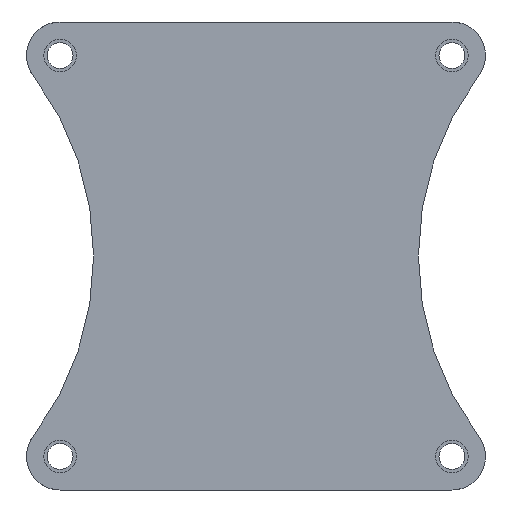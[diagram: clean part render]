
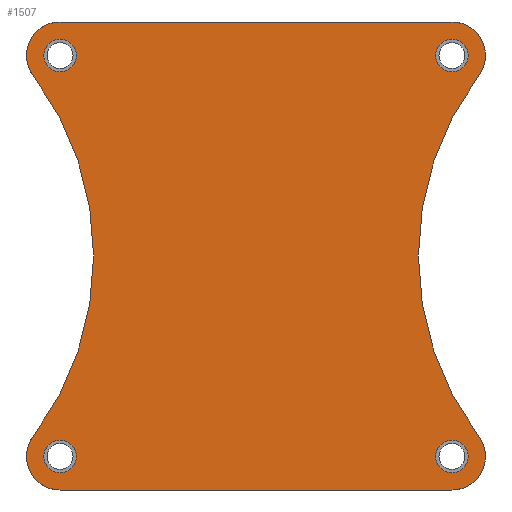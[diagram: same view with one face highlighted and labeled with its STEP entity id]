
A CAD part, front view. The second image highlights one B-rep face of the part: STEP entity #1507.
In plain terms, the highlighted planar face has unit normal (0, -1, 0).
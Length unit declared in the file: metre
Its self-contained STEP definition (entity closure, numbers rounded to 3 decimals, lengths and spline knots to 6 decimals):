
#159=CIRCLE('',#1685,0.03465);
#160=CIRCLE('',#1687,0.003875);
#162=CIRCLE('',#1691,0.003875);
#165=CIRCLE('',#1695,0.03465);
#166=CIRCLE('',#1697,0.003875);
#168=CIRCLE('',#1701,0.001875);
#170=CIRCLE('',#1704,0.001875);
#172=CIRCLE('',#1707,0.001875);
#174=CIRCLE('',#1710,0.003875);
#176=CIRCLE('',#1713,0.001875);
#558=ORIENTED_EDGE('',*,*,#781,.T.);
#559=ORIENTED_EDGE('',*,*,#777,.F.);
#560=ORIENTED_EDGE('',*,*,#773,.F.);
#561=ORIENTED_EDGE('',*,*,#769,.T.);
#562=ORIENTED_EDGE('',*,*,#765,.T.);
#563=ORIENTED_EDGE('',*,*,#798,.F.);
#564=ORIENTED_EDGE('',*,*,#789,.T.);
#565=ORIENTED_EDGE('',*,*,#785,.T.);
#566=ORIENTED_EDGE('',*,*,#792,.F.);
#567=ORIENTED_EDGE('',*,*,#794,.T.);
#568=ORIENTED_EDGE('',*,*,#800,.F.);
#569=ORIENTED_EDGE('',*,*,#790,.T.);
#765=EDGE_CURVE('',#915,#917,#159,.T.);
#769=EDGE_CURVE('',#919,#915,#160,.T.);
#773=EDGE_CURVE('',#919,#922,#1033,.T.);
#777=EDGE_CURVE('',#922,#924,#162,.T.);
#781=EDGE_CURVE('',#927,#924,#165,.T.);
#785=EDGE_CURVE('',#929,#927,#166,.T.);
#789=EDGE_CURVE('',#932,#929,#1039,.T.);
#790=EDGE_CURVE('',#933,#933,#168,.T.);
#792=EDGE_CURVE('',#935,#935,#170,.T.);
#794=EDGE_CURVE('',#937,#937,#172,.T.);
#798=EDGE_CURVE('',#932,#917,#174,.T.);
#800=EDGE_CURVE('',#940,#940,#176,.T.);
#915=VERTEX_POINT('',#2638);
#917=VERTEX_POINT('',#2642);
#919=VERTEX_POINT('',#2647);
#922=VERTEX_POINT('',#2664);
#924=VERTEX_POINT('',#2670);
#927=VERTEX_POINT('',#2687);
#929=VERTEX_POINT('',#2693);
#932=VERTEX_POINT('',#2710);
#933=VERTEX_POINT('',#2715);
#935=VERTEX_POINT('',#2720);
#937=VERTEX_POINT('',#2725);
#940=VERTEX_POINT('',#2744);
#1033=LINE('',#2666,#1131);
#1039=LINE('',#2712,#1137);
#1131=VECTOR('',#2115,1.);
#1137=VECTOR('',#2141,1.);
#1249=EDGE_LOOP('',(#558,#559,#560,#561,#562,#563,#564,#565));
#1250=EDGE_LOOP('',(#566));
#1251=EDGE_LOOP('',(#567));
#1252=EDGE_LOOP('',(#568));
#1253=EDGE_LOOP('',(#569));
#1377=FACE_BOUND('',#1249,.T.);
#1378=FACE_BOUND('',#1250,.T.);
#1379=FACE_BOUND('',#1251,.T.);
#1380=FACE_BOUND('',#1252,.T.);
#1381=FACE_BOUND('',#1253,.T.);
#1423=PLANE('',#1715);
#1507=ADVANCED_FACE('',(#1377,#1378,#1379,#1380,#1381),#1423,.F.);
#1685=AXIS2_PLACEMENT_3D('',#2643,#2102,#2103);
#1687=AXIS2_PLACEMENT_3D('',#2658,#2107,#2108);
#1691=AXIS2_PLACEMENT_3D('',#2681,#2119,#2120);
#1695=AXIS2_PLACEMENT_3D('',#2689,#2128,#2129);
#1697=AXIS2_PLACEMENT_3D('',#2704,#2133,#2134);
#1701=AXIS2_PLACEMENT_3D('',#2714,#2144,#2145);
#1704=AXIS2_PLACEMENT_3D('',#2719,#2150,#2151);
#1707=AXIS2_PLACEMENT_3D('',#2724,#2156,#2157);
#1710=AXIS2_PLACEMENT_3D('',#2739,#2162,#2163);
#1713=AXIS2_PLACEMENT_3D('',#2743,#2168,#2169);
#1715=AXIS2_PLACEMENT_3D('',#2747,#2172,#2173);
#2102=DIRECTION('',(0.,1.,0.));
#2103=DIRECTION('',(1.,0.,0.));
#2107=DIRECTION('',(0.,-1.,0.));
#2108=DIRECTION('',(1.,0.,0.));
#2115=DIRECTION('',(1.,0.,0.));
#2119=DIRECTION('',(0.,1.,0.));
#2120=DIRECTION('',(1.,0.,0.));
#2128=DIRECTION('',(0.,1.,0.));
#2129=DIRECTION('',(1.,0.,0.));
#2133=DIRECTION('',(0.,-1.,0.));
#2134=DIRECTION('',(1.,0.,0.));
#2141=DIRECTION('',(1.,0.,0.));
#2144=DIRECTION('',(0.,1.,0.));
#2145=DIRECTION('',(1.,0.,0.));
#2150=DIRECTION('',(0.,-1.,0.));
#2151=DIRECTION('',(1.,0.,0.));
#2156=DIRECTION('',(0.,1.,0.));
#2157=DIRECTION('',(1.,0.,0.));
#2162=DIRECTION('',(0.,1.,0.));
#2163=DIRECTION('',(1.,0.,0.));
#2168=DIRECTION('',(0.,-1.,0.));
#2169=DIRECTION('',(1.,0.,0.));
#2172=DIRECTION('',(0.,1.,0.));
#2173=DIRECTION('',(1.,0.,0.));
#2638=CARTESIAN_POINT('',(-0.025745,0.,-0.015206));
#2642=CARTESIAN_POINT('',(-0.025745,0.,-0.056894));
#2643=CARTESIAN_POINT('',(-0.053425,0.,-0.03605));
#2647=CARTESIAN_POINT('',(-0.02265,0.,-0.009));
#2658=CARTESIAN_POINT('',(-0.02265,0.,-0.012875));
#2664=CARTESIAN_POINT('',(0.02265,0.,-0.009));
#2666=CARTESIAN_POINT('',(0.,0.,-0.009));
#2670=CARTESIAN_POINT('',(0.025745,0.,-0.015206));
#2681=CARTESIAN_POINT('',(0.02265,0.,-0.012875));
#2687=CARTESIAN_POINT('',(0.025745,0.,-0.056894));
#2689=CARTESIAN_POINT('',(0.053425,0.,-0.03605));
#2693=CARTESIAN_POINT('',(0.02265,0.,-0.0631));
#2704=CARTESIAN_POINT('',(0.02265,0.,-0.059225));
#2710=CARTESIAN_POINT('',(-0.02265,0.,-0.0631));
#2712=CARTESIAN_POINT('',(0.,0.,-0.0631));
#2714=CARTESIAN_POINT('',(0.02265,0.,-0.012875));
#2715=CARTESIAN_POINT('',(0.024525,0.,-0.012875));
#2719=CARTESIAN_POINT('',(0.02265,0.,-0.059225));
#2720=CARTESIAN_POINT('',(0.024525,0.,-0.059225));
#2724=CARTESIAN_POINT('',(-0.02265,0.,-0.059225));
#2725=CARTESIAN_POINT('',(-0.020775,0.,-0.059225));
#2739=CARTESIAN_POINT('',(-0.02265,0.,-0.059225));
#2743=CARTESIAN_POINT('',(-0.02265,0.,-0.012875));
#2744=CARTESIAN_POINT('',(-0.020775,0.,-0.012875));
#2747=CARTESIAN_POINT('',(0.,0.,-0.03605));
